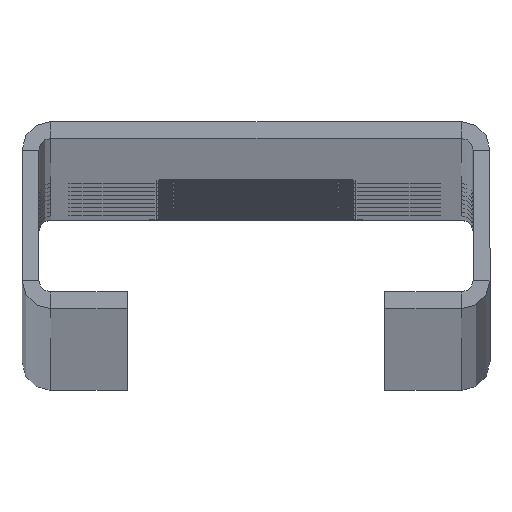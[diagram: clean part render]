
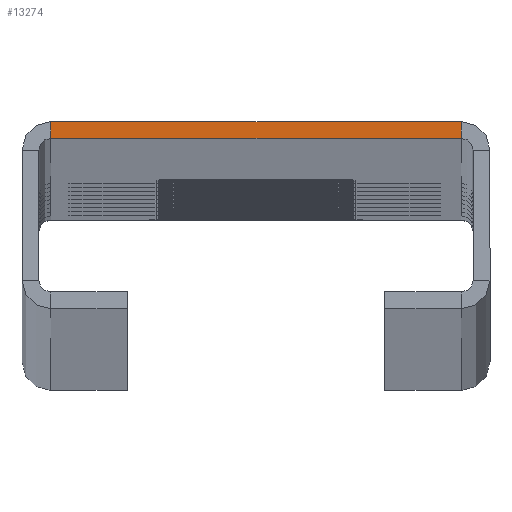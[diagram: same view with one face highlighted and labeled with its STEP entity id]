
A CAD part, top view. The second image highlights one B-rep face of the part: STEP entity #13274.
In plain terms, the highlighted planar face has unit normal (0, 0, 1).
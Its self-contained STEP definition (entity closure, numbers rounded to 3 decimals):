
#460 = VECTOR ( 'NONE', #24216, 1000. ) ;
#1687 = AXIS2_PLACEMENT_3D ( 'NONE', #11542, #20135, #13799 ) ;
#1692 = EDGE_CURVE ( 'NONE', #3345, #14093, #6981, .T. ) ;
#2497 = LINE ( 'NONE', #6448, #23562 ) ;
#3345 = VERTEX_POINT ( 'NONE', #24430 ) ;
#3648 = VERTEX_POINT ( 'NONE', #16190 ) ;
#4102 = ORIENTED_EDGE ( 'NONE', *, *, #17394, .T. ) ;
#6181 = CARTESIAN_POINT ( 'NONE',  ( 10., 8., 2000. ) ) ;
#6284 = ORIENTED_EDGE ( 'NONE', *, *, #1692, .T. ) ;
#6448 = CARTESIAN_POINT ( 'NONE',  ( -8.78, 8., 2000. ) ) ;
#6981 = LINE ( 'NONE', #15577, #9143 ) ;
#9143 = VECTOR ( 'NONE', #9245, 1000. ) ;
#9245 = DIRECTION ( 'NONE',  ( 0., 1., 0. ) ) ;
#9496 = CARTESIAN_POINT ( 'NONE',  ( 8.78, 8., 2000. ) ) ;
#10570 = LINE ( 'NONE', #6181, #27099 ) ;
#11542 = CARTESIAN_POINT ( 'NONE',  ( -9.28, 6.78, 2000. ) ) ;
#13207 = EDGE_LOOP ( 'NONE', ( #4102, #26109, #27168, #6284 ) ) ;
#13274 = ADVANCED_FACE ( 'NONE', ( #20003 ), #15756, .T. ) ;
#13799 = DIRECTION ( 'NONE',  ( 1., 0., 0. ) ) ;
#14093 = VERTEX_POINT ( 'NONE', #9496 ) ;
#15577 = CARTESIAN_POINT ( 'NONE',  ( 8.78, 7.28, 2000. ) ) ;
#15756 = PLANE ( 'NONE',  #1687 ) ;
#16190 = CARTESIAN_POINT ( 'NONE',  ( -8.78, 7.28, 2000. ) ) ;
#16763 = DIRECTION ( 'NONE',  ( -1., 0., 0. ) ) ;
#17394 = EDGE_CURVE ( 'NONE', #14093, #27552, #10570, .T. ) ;
#19571 = LINE ( 'NONE', #22254, #460 ) ;
#19795 = CARTESIAN_POINT ( 'NONE',  ( -8.78, 8., 2000. ) ) ;
#20003 = FACE_OUTER_BOUND ( 'NONE', #13207, .T. ) ;
#20135 = DIRECTION ( 'NONE',  ( 0., 0., 1. ) ) ;
#20979 = EDGE_CURVE ( 'NONE', #3345, #3648, #19571, .T. ) ;
#22254 = CARTESIAN_POINT ( 'NONE',  ( 10., 7.28, 2000. ) ) ;
#23415 = EDGE_CURVE ( 'NONE', #27552, #3648, #2497, .T. ) ;
#23562 = VECTOR ( 'NONE', #26169, 1000. ) ;
#24216 = DIRECTION ( 'NONE',  ( -1., 0., 0. ) ) ;
#24430 = CARTESIAN_POINT ( 'NONE',  ( 8.78, 7.28, 2000. ) ) ;
#26109 = ORIENTED_EDGE ( 'NONE', *, *, #23415, .T. ) ;
#26169 = DIRECTION ( 'NONE',  ( 0., -1., 0. ) ) ;
#27099 = VECTOR ( 'NONE', #16763, 1000. ) ;
#27168 = ORIENTED_EDGE ( 'NONE', *, *, #20979, .F. ) ;
#27552 = VERTEX_POINT ( 'NONE', #19795 ) ;
